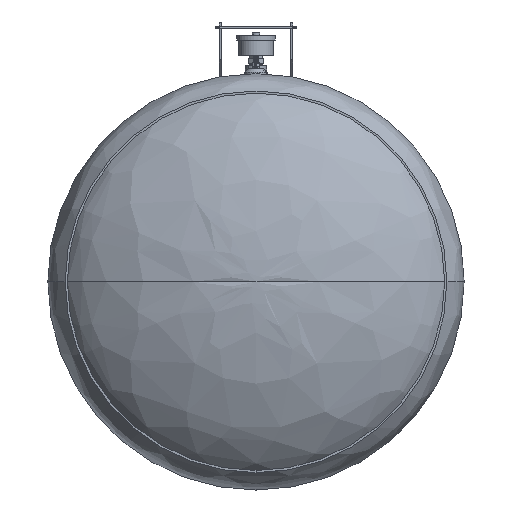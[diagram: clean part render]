
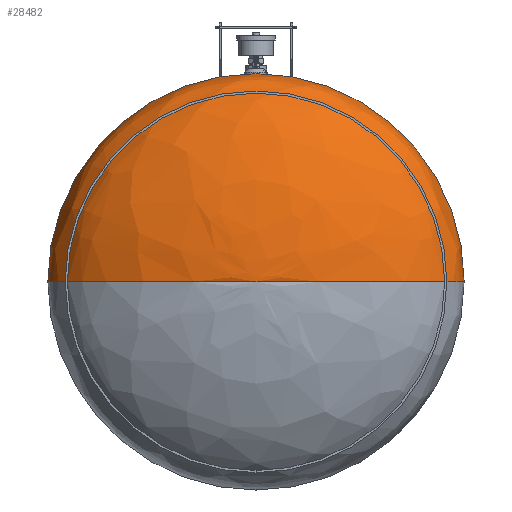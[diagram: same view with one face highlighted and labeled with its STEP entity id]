
A CAD part, front view. The second image highlights one B-rep face of the part: STEP entity #28482.
In plain terms, the highlighted free-form (B-spline) face has degree [3, 3] with [4, 4] control points.
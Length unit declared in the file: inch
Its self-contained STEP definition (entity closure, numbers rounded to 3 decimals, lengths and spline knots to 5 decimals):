
#182 = CARTESIAN_POINT ( 'NONE',  ( 0., 6.6345, 0. ) ) ;
#205 = ORIENTED_EDGE ( 'NONE', *, *, #37159, .F. ) ;
#2757 = CARTESIAN_POINT ( 'NONE',  ( 12., 4.11836, 0. ) ) ;
#3538 = CARTESIAN_POINT ( 'NONE',  ( 0., 6.6345, 0. ) ) ;
#4561 = CIRCLE ( 'NONE', #32795, 12. ) ;
#4758 = EDGE_CURVE ( 'NONE', #31380, #43448, #35938, .T. ) ;
#7168 = CARTESIAN_POINT ( 'NONE',  ( 0., 6.6345, 0. ) ) ;
#8201 = VERTEX_POINT ( 'NONE', #23742 ) ;
#9004 = CARTESIAN_POINT ( 'NONE',  ( 0., 6.6345, 0. ) ) ;
#9272 = CARTESIAN_POINT ( 'NONE',  ( 0., 0.56, 0. ) ) ;
#12000 =( BOUNDED_CURVE ( )  B_SPLINE_CURVE ( 3, ( #9004, #16435, #34113, #23214 ),
 .UNSPECIFIED., .F., .T. ) 
 B_SPLINE_CURVE_WITH_KNOTS ( ( 4, 4 ),
 ( 1.5708, 3.14159 ),
 .UNSPECIFIED. ) 
 CURVE ( )  GEOMETRIC_REPRESENTATION_ITEM ( )  RATIONAL_B_SPLINE_CURVE ( ( 1., 0.805, 0.805, 1. ) ) 
 REPRESENTATION_ITEM ( '' )  );
#13676 = CARTESIAN_POINT ( 'NONE',  ( -12., 0.56, 0. ) ) ;
#14142 = CARTESIAN_POINT ( 'NONE',  ( -7.02944, 6.6345, 0. ) ) ;
#14377 = CARTESIAN_POINT ( 'NONE',  ( 7.02944, 6.6345, 0. ) ) ;
#16435 = CARTESIAN_POINT ( 'NONE',  ( -7.02944, 6.6345, 0. ) ) ;
#17160 = CARTESIAN_POINT ( 'NONE',  ( 0., 6.6345, 0. ) ) ;
#17487 = CARTESIAN_POINT ( 'NONE',  ( 12., 0.56, 0. ) ) ;
#20204 = DIRECTION ( 'NONE',  ( 0., -1., 0. ) ) ;
#21918 = CARTESIAN_POINT ( 'NONE',  ( 12., 4.11836, 0. ) ) ;
#23214 = CARTESIAN_POINT ( 'NONE',  ( -12., 0.56, 0. ) ) ;
#23374 = CARTESIAN_POINT ( 'NONE',  ( 12., 0.56, 0. ) ) ;
#23495 = DIRECTION ( 'NONE',  ( 1., 0., 0. ) ) ;
#23742 = CARTESIAN_POINT ( 'NONE',  ( -12., 0.56, 0. ) ) ;
#24406 = CARTESIAN_POINT ( 'NONE',  ( 12., 0.56, 24. ) ) ;
#24940 = EDGE_LOOP ( 'NONE', ( #41298, #26535, #205 ) ) ;
#25079 = CARTESIAN_POINT ( 'NONE',  ( -12., 0.56, 24. ) ) ;
#26535 = ORIENTED_EDGE ( 'NONE', *, *, #37981, .T. ) ;
#28482 = ADVANCED_FACE ( 'NONE', ( #34834 ), #41975, .F. ) ;
#31380 = VERTEX_POINT ( 'NONE', #33452 ) ;
#31811 = CARTESIAN_POINT ( 'NONE',  ( 7.02944, 6.6345, 14.05887 ) ) ;
#31912 = CARTESIAN_POINT ( 'NONE',  ( 7.02944, 6.6345, 0. ) ) ;
#32795 = AXIS2_PLACEMENT_3D ( 'NONE', #9272, #20204, #23495 ) ;
#33452 = CARTESIAN_POINT ( 'NONE',  ( 0., 6.6345, 0. ) ) ;
#34113 = CARTESIAN_POINT ( 'NONE',  ( -12., 4.11836, 0. ) ) ;
#34834 = FACE_OUTER_BOUND ( 'NONE', #24940, .T. ) ;
#35058 = CARTESIAN_POINT ( 'NONE',  ( 0., 6.6345, 0. ) ) ;
#35279 = CARTESIAN_POINT ( 'NONE',  ( -12., 4.11836, 0. ) ) ;
#35938 =( BOUNDED_CURVE ( )  B_SPLINE_CURVE ( 3, ( #3538, #31912, #21918, #17487 ),
 .UNSPECIFIED., .F., .T. ) 
 B_SPLINE_CURVE_WITH_KNOTS ( ( 4, 4 ),
 ( 1.5708, 3.14159 ),
 .UNSPECIFIED. ) 
 CURVE ( )  GEOMETRIC_REPRESENTATION_ITEM ( )  RATIONAL_B_SPLINE_CURVE ( ( 1., 0.805, 0.805, 1. ) ) 
 REPRESENTATION_ITEM ( '' )  );
#37159 = EDGE_CURVE ( 'NONE', #43448, #8201, #4561, .T. ) ;
#37981 = EDGE_CURVE ( 'NONE', #31380, #8201, #12000, .T. ) ;
#41298 = ORIENTED_EDGE ( 'NONE', *, *, #4758, .F. ) ;
#41975 =( BOUNDED_SURFACE ( )  B_SPLINE_SURFACE ( 3, 3, ( 
 ( #17160, #35058, #7168, #182 ),
 ( #14377, #31811, #45506, #14142 ),
 ( #2757, #45723, #42705, #35279 ),
 ( #42240, #24406, #25079, #13676 ) ),
 .UNSPECIFIED., .F., .F., .T. ) 
 B_SPLINE_SURFACE_WITH_KNOTS ( ( 4, 4 ),
 ( 4, 4 ),
 ( 0., 1. ),
 ( 0., 1. ),
 .UNSPECIFIED. ) 
 GEOMETRIC_REPRESENTATION_ITEM ( )  RATIONAL_B_SPLINE_SURFACE ( (
 ( 1., 0.333, 0.333, 1.),
 ( 0.805, 0.268, 0.268, 0.805),
 ( 0.805, 0.268, 0.268, 0.805),
 ( 1., 0.333, 0.333, 1.) ) ) 
 REPRESENTATION_ITEM ( '' )  SURFACE ( )  );
#42240 = CARTESIAN_POINT ( 'NONE',  ( 12., 0.56, 0. ) ) ;
#42705 = CARTESIAN_POINT ( 'NONE',  ( -12., 4.11836, 24. ) ) ;
#43448 = VERTEX_POINT ( 'NONE', #23374 ) ;
#45506 = CARTESIAN_POINT ( 'NONE',  ( -7.02944, 6.6345, 14.05887 ) ) ;
#45723 = CARTESIAN_POINT ( 'NONE',  ( 12., 4.11836, 24. ) ) ;
